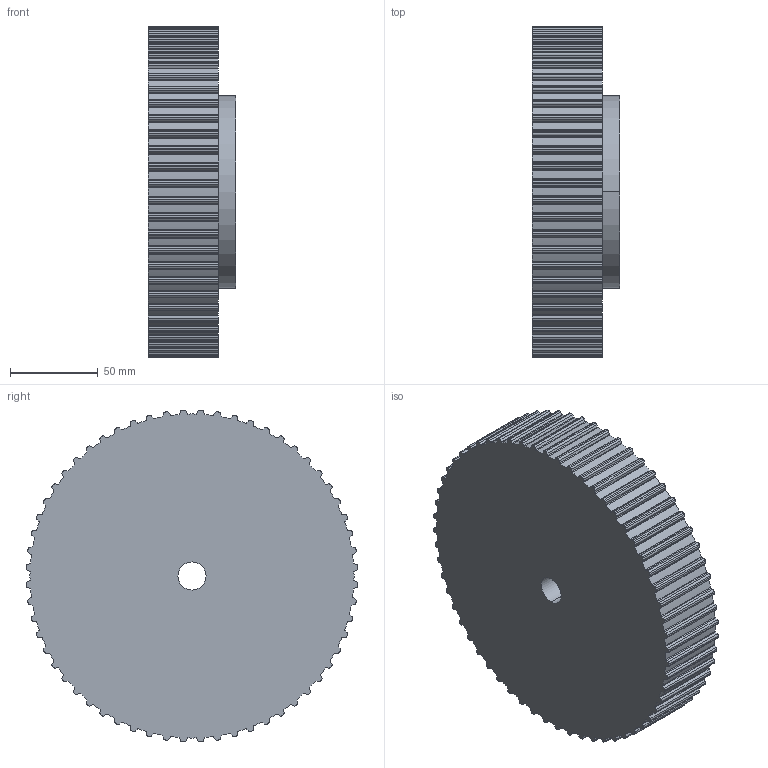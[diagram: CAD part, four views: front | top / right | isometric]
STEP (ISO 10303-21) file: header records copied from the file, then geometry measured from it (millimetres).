
FILE_DESCRIPTION(('STEP AP214'),'1');
FILE_NAME('cctmp_457FBE6A-1803-4E6A-B247-296E0DDB5BD8_2021_1_7_13_0_32_890..stp','2021-01-07T12:00:33',('Mulco-Europe EWIV'),('CADClick - www.CADClick.com'),'Spatial InterOp 3D',' ','unknown authorization');
FILE_SCHEMA(('AUTOMOTIVE_DESIGN'));
Length unit declared in the file: millimetre
Products named in the file (1): 2021_01_07__13-00-32-859
Bounding box: 50 x 188.96 x 188.96 mm (x, y, z)
Volume: 1173174.4 mm3; surface area: 89551.9 mm2
Topology: 1 solids, 1 shells, 487 faces, 1452 edges, 968 vertices
Faces by surface type: cylinder 364, plane 123
Entity records: 20658 total; most frequent: DIRECTION 3156, CARTESIAN_POINT 2908, ORIENTED_EDGE 2904, EDGE_CURVE 1452, AXIS2_PLACEMENT_3D 1216, VERTEX_POINT 968, CIRCLE 728, LINE 724
